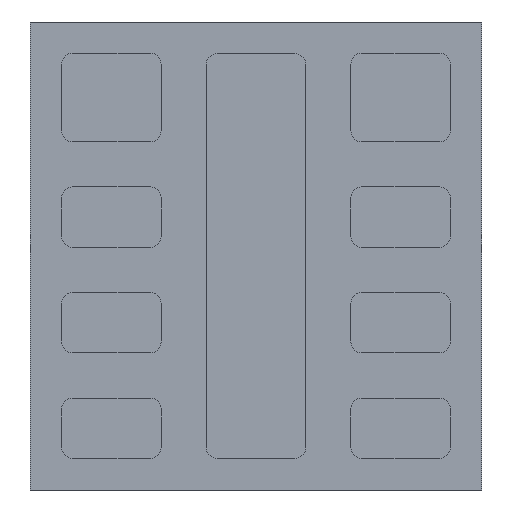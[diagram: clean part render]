
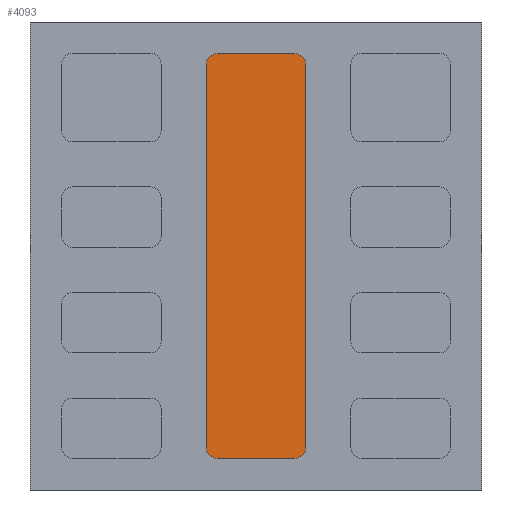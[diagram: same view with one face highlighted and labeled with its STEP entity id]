
A CAD part, front view. The second image highlights one B-rep face of the part: STEP entity #4093.
In plain terms, the highlighted planar face has unit normal (0, -1, 0).
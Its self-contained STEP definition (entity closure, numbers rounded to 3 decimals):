
#20 = EDGE_CURVE ( 'NONE', #365, #1751, #1660, .T. ) ;
#30 = CARTESIAN_POINT ( 'NONE',  ( -0.55, -0.349, 2.12 ) ) ;
#56 = EDGE_CURVE ( 'NONE', #1223, #4571, #1001, .T. ) ;
#176 = ORIENTED_EDGE ( 'NONE', *, *, #1934, .T. ) ;
#248 = CARTESIAN_POINT ( 'NONE',  ( 0.43, -0.349, -2.24 ) ) ;
#310 = ORIENTED_EDGE ( 'NONE', *, *, #344, .T. ) ;
#323 = AXIS2_PLACEMENT_3D ( 'NONE', #1057, #3772, #3758 ) ;
#336 = CARTESIAN_POINT ( 'NONE',  ( -0.55, -0.349, 2.12 ) ) ;
#344 = EDGE_CURVE ( 'NONE', #1751, #528, #2849, .T. ) ;
#365 = VERTEX_POINT ( 'NONE', #1825 ) ;
#465 = VERTEX_POINT ( 'NONE', #3020 ) ;
#528 = VERTEX_POINT ( 'NONE', #336 ) ;
#562 = DIRECTION ( 'NONE',  ( 0., 0., 1. ) ) ;
#573 = EDGE_CURVE ( 'NONE', #4571, #2874, #2746, .T. ) ;
#626 = DIRECTION ( 'NONE',  ( 0., 0., 1. ) ) ;
#680 = CARTESIAN_POINT ( 'NONE',  ( 0.43, -0.349, -2.12 ) ) ;
#734 = ORIENTED_EDGE ( 'NONE', *, *, #56, .T. ) ;
#807 = DIRECTION ( 'NONE',  ( 0., -1., 0. ) ) ;
#919 = CARTESIAN_POINT ( 'NONE',  ( -0.43, -0.349, 2.24 ) ) ;
#1001 = LINE ( 'NONE', #2813, #4948 ) ;
#1057 = CARTESIAN_POINT ( 'NONE',  ( -0.43, -0.349, 2.12 ) ) ;
#1090 = DIRECTION ( 'NONE',  ( 0., -1., 0. ) ) ;
#1139 = CIRCLE ( 'NONE', #4199, 0.12 ) ;
#1223 = VERTEX_POINT ( 'NONE', #4314 ) ;
#1414 = AXIS2_PLACEMENT_3D ( 'NONE', #3950, #2036, #4303 ) ;
#1472 = ORIENTED_EDGE ( 'NONE', *, *, #3884, .T. ) ;
#1660 = LINE ( 'NONE', #919, #3399 ) ;
#1729 = ORIENTED_EDGE ( 'NONE', *, *, #2827, .T. ) ;
#1751 = VERTEX_POINT ( 'NONE', #2795 ) ;
#1822 = LINE ( 'NONE', #2164, #2294 ) ;
#1825 = CARTESIAN_POINT ( 'NONE',  ( 0.43, -0.349, 2.24 ) ) ;
#1860 = CIRCLE ( 'NONE', #1886, 0.12 ) ;
#1886 = AXIS2_PLACEMENT_3D ( 'NONE', #4379, #4797, #562 ) ;
#1934 = EDGE_CURVE ( 'NONE', #2874, #4112, #1822, .T. ) ;
#1987 = ORIENTED_EDGE ( 'NONE', *, *, #20, .T. ) ;
#2036 = DIRECTION ( 'NONE',  ( 0., -1., 0. ) ) ;
#2055 = DIRECTION ( 'NONE',  ( -1., 0., 0. ) ) ;
#2164 = CARTESIAN_POINT ( 'NONE',  ( 0.55, -0.349, 2.12 ) ) ;
#2294 = VECTOR ( 'NONE', #626, 1000. ) ;
#2578 = DIRECTION ( 'NONE',  ( 0., 0., -1. ) ) ;
#2724 = CARTESIAN_POINT ( 'NONE',  ( -0.43, -0.349, -2.12 ) ) ;
#2746 = CIRCLE ( 'NONE', #1414, 0.12 ) ;
#2795 = CARTESIAN_POINT ( 'NONE',  ( -0.43, -0.349, 2.24 ) ) ;
#2813 = CARTESIAN_POINT ( 'NONE',  ( -0.43, -0.349, -2.24 ) ) ;
#2827 = EDGE_CURVE ( 'NONE', #465, #1223, #1139, .T. ) ;
#2849 = CIRCLE ( 'NONE', #323, 0.12 ) ;
#2870 = LINE ( 'NONE', #30, #3776 ) ;
#2874 = VERTEX_POINT ( 'NONE', #4203 ) ;
#2980 = PLANE ( 'NONE',  #4181 ) ;
#3002 = ORIENTED_EDGE ( 'NONE', *, *, #4222, .T. ) ;
#3020 = CARTESIAN_POINT ( 'NONE',  ( -0.55, -0.349, -2.12 ) ) ;
#3399 = VECTOR ( 'NONE', #2055, 1000. ) ;
#3467 = FACE_OUTER_BOUND ( 'NONE', #4915, .T. ) ;
#3563 = DIRECTION ( 'NONE',  ( 1., 0., 0. ) ) ;
#3625 = ORIENTED_EDGE ( 'NONE', *, *, #573, .T. ) ;
#3758 = DIRECTION ( 'NONE',  ( 0., 0., -1. ) ) ;
#3760 = CARTESIAN_POINT ( 'NONE',  ( 0.55, -0.349, 2.12 ) ) ;
#3772 = DIRECTION ( 'NONE',  ( 0., -1., 0. ) ) ;
#3776 = VECTOR ( 'NONE', #4624, 1000. ) ;
#3884 = EDGE_CURVE ( 'NONE', #4112, #365, #1860, .T. ) ;
#3950 = CARTESIAN_POINT ( 'NONE',  ( 0.43, -0.349, -2.12 ) ) ;
#4093 = ADVANCED_FACE ( 'NONE', ( #3467 ), #2980, .T. ) ;
#4112 = VERTEX_POINT ( 'NONE', #3760 ) ;
#4181 = AXIS2_PLACEMENT_3D ( 'NONE', #680, #1090, #2578 ) ;
#4199 = AXIS2_PLACEMENT_3D ( 'NONE', #2724, #807, #4221 ) ;
#4203 = CARTESIAN_POINT ( 'NONE',  ( 0.55, -0.349, -2.12 ) ) ;
#4221 = DIRECTION ( 'NONE',  ( 0., 0., -1. ) ) ;
#4222 = EDGE_CURVE ( 'NONE', #528, #465, #2870, .T. ) ;
#4303 = DIRECTION ( 'NONE',  ( 0., 0., -1. ) ) ;
#4314 = CARTESIAN_POINT ( 'NONE',  ( -0.43, -0.349, -2.24 ) ) ;
#4379 = CARTESIAN_POINT ( 'NONE',  ( 0.43, -0.349, 2.12 ) ) ;
#4571 = VERTEX_POINT ( 'NONE', #248 ) ;
#4624 = DIRECTION ( 'NONE',  ( 0., 0., -1. ) ) ;
#4797 = DIRECTION ( 'NONE',  ( 0., -1., 0. ) ) ;
#4915 = EDGE_LOOP ( 'NONE', ( #3625, #176, #1472, #1987, #310, #3002, #1729, #734 ) ) ;
#4948 = VECTOR ( 'NONE', #3563, 1000. ) ;
